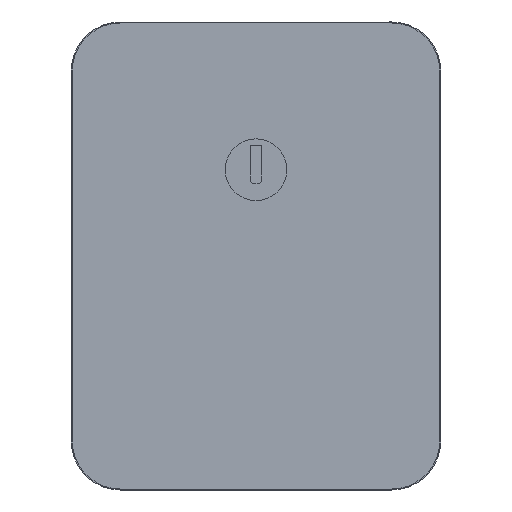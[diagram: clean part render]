
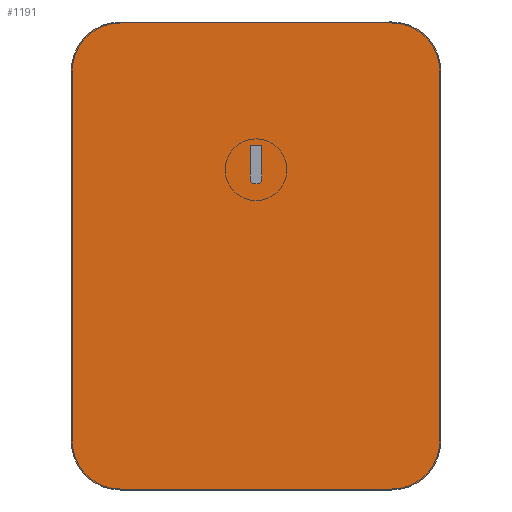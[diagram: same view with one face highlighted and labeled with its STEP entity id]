
A CAD part, front view. The second image highlights one B-rep face of the part: STEP entity #1191.
In plain terms, the highlighted planar face has unit normal (0, -1, 0).
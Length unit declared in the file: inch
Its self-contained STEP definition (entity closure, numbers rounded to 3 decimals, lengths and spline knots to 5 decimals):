
#62=FACE_BOUND('',#147,.T.);
#82=FACE_OUTER_BOUND('',#146,.T.);
#146=EDGE_LOOP('',(#807,#808,#809,#810,#811,#812,#813,#814));
#147=EDGE_LOOP('',(#815,#816,#817,#818,#819,#820));
#230=CIRCLE('',#1278,1.56693);
#231=CIRCLE('',#1279,1.56693);
#232=CIRCLE('',#1280,1.56693);
#233=CIRCLE('',#1281,1.56693);
#234=CIRCLE('',#1282,0.11811);
#235=CIRCLE('',#1283,0.11811);
#330=LINE('',#1868,#414);
#331=LINE('',#1872,#415);
#332=LINE('',#1876,#416);
#333=LINE('',#1879,#417);
#334=LINE('',#1882,#418);
#335=LINE('',#1886,#419);
#336=LINE('',#1890,#420);
#337=LINE('',#1891,#421);
#414=VECTOR('',#1453,39.37008);
#415=VECTOR('',#1456,39.37008);
#416=VECTOR('',#1459,39.37008);
#417=VECTOR('',#1462,39.37008);
#418=VECTOR('',#1463,39.37008);
#419=VECTOR('',#1466,39.37008);
#420=VECTOR('',#1469,39.37008);
#421=VECTOR('',#1470,0.3937);
#500=VERTEX_POINT('',#1864);
#501=VERTEX_POINT('',#1865);
#502=VERTEX_POINT('',#1867);
#503=VERTEX_POINT('',#1869);
#504=VERTEX_POINT('',#1871);
#505=VERTEX_POINT('',#1873);
#506=VERTEX_POINT('',#1875);
#507=VERTEX_POINT('',#1877);
#508=VERTEX_POINT('',#1880);
#509=VERTEX_POINT('',#1881);
#510=VERTEX_POINT('',#1883);
#511=VERTEX_POINT('',#1885);
#512=VERTEX_POINT('',#1887);
#513=VERTEX_POINT('',#1889);
#624=EDGE_CURVE('',#500,#501,#230,.T.);
#625=EDGE_CURVE('',#502,#500,#330,.T.);
#626=EDGE_CURVE('',#503,#502,#231,.T.);
#627=EDGE_CURVE('',#504,#503,#331,.T.);
#628=EDGE_CURVE('',#505,#504,#232,.T.);
#629=EDGE_CURVE('',#506,#505,#332,.T.);
#630=EDGE_CURVE('',#507,#506,#233,.T.);
#631=EDGE_CURVE('',#501,#507,#333,.T.);
#632=EDGE_CURVE('',#508,#509,#334,.T.);
#633=EDGE_CURVE('',#508,#510,#234,.T.);
#634=EDGE_CURVE('',#511,#510,#335,.T.);
#635=EDGE_CURVE('',#511,#512,#235,.T.);
#636=EDGE_CURVE('',#513,#512,#336,.T.);
#637=EDGE_CURVE('',#513,#509,#337,.T.);
#807=ORIENTED_EDGE('',*,*,#624,.F.);
#808=ORIENTED_EDGE('',*,*,#625,.F.);
#809=ORIENTED_EDGE('',*,*,#626,.F.);
#810=ORIENTED_EDGE('',*,*,#627,.F.);
#811=ORIENTED_EDGE('',*,*,#628,.F.);
#812=ORIENTED_EDGE('',*,*,#629,.F.);
#813=ORIENTED_EDGE('',*,*,#630,.F.);
#814=ORIENTED_EDGE('',*,*,#631,.F.);
#815=ORIENTED_EDGE('',*,*,#632,.F.);
#816=ORIENTED_EDGE('',*,*,#633,.T.);
#817=ORIENTED_EDGE('',*,*,#634,.F.);
#818=ORIENTED_EDGE('',*,*,#635,.T.);
#819=ORIENTED_EDGE('',*,*,#636,.F.);
#820=ORIENTED_EDGE('',*,*,#637,.T.);
#1168=PLANE('',#1277);
#1191=ADVANCED_FACE('',(#82,#62),#1168,.T.);
#1277=AXIS2_PLACEMENT_3D('',#1863,#1449,#1450);
#1278=AXIS2_PLACEMENT_3D('',#1866,#1451,#1452);
#1279=AXIS2_PLACEMENT_3D('',#1870,#1454,#1455);
#1280=AXIS2_PLACEMENT_3D('',#1874,#1457,#1458);
#1281=AXIS2_PLACEMENT_3D('',#1878,#1460,#1461);
#1282=AXIS2_PLACEMENT_3D('',#1884,#1464,#1465);
#1283=AXIS2_PLACEMENT_3D('',#1888,#1467,#1468);
#1449=DIRECTION('center_axis',(0.,-1.,0.));
#1450=DIRECTION('ref_axis',(-1.,0.,0.));
#1451=DIRECTION('center_axis',(0.,1.,0.));
#1452=DIRECTION('ref_axis',(-1.,0.,0.));
#1453=DIRECTION('',(0.,0.,1.));
#1454=DIRECTION('center_axis',(0.,1.,0.));
#1455=DIRECTION('ref_axis',(-1.,0.,0.));
#1456=DIRECTION('',(-1.,0.,0.));
#1457=DIRECTION('center_axis',(0.,1.,0.));
#1458=DIRECTION('ref_axis',(-1.,0.,0.));
#1459=DIRECTION('',(0.,0.,-1.));
#1460=DIRECTION('center_axis',(0.,1.,0.));
#1461=DIRECTION('ref_axis',(-1.,0.,0.));
#1462=DIRECTION('',(1.,0.,0.));
#1463=DIRECTION('',(0.,0.,1.));
#1464=DIRECTION('center_axis',(0.,1.,0.));
#1465=DIRECTION('ref_axis',(0.,0.,
-1.));
#1466=DIRECTION('',(1.,0.,0.));
#1467=DIRECTION('center_axis',(0.,1.,0.));
#1468=DIRECTION('ref_axis',(0.,0.,
-1.));
#1469=DIRECTION('',(0.,0.,-1.));
#1470=DIRECTION('',(1.,0.,0.));
#1863=CARTESIAN_POINT('Origin',(-4.33071,-0.07874,3.14961));
#1864=CARTESIAN_POINT('',(-5.89764,-0.07874,3.14961));
#1865=CARTESIAN_POINT('',(-4.33071,-0.07874,4.71654));
#1866=CARTESIAN_POINT('Origin',(-4.33071,-0.07874,3.14961));
#1867=CARTESIAN_POINT('',(-5.89764,-0.07874,-8.66142));
#1868=CARTESIAN_POINT('',(-5.89764,-0.07874,3.14961));
#1869=CARTESIAN_POINT('',(-4.33071,-0.07874,-10.22835));
#1870=CARTESIAN_POINT('Origin',(-4.33071,-0.07874,-8.66142));
#1871=CARTESIAN_POINT('',(4.33071,-0.07874,-10.22835));
#1872=CARTESIAN_POINT('',(-4.33071,-0.07874,-10.22835));
#1873=CARTESIAN_POINT('',(5.89764,-0.07874,-8.66142));
#1874=CARTESIAN_POINT('Origin',(4.33071,-0.07874,-8.66142));
#1875=CARTESIAN_POINT('',(5.89764,-0.07874,3.14961));
#1876=CARTESIAN_POINT('',(5.89764,-0.07874,3.14961));
#1877=CARTESIAN_POINT('',(4.33071,-0.07874,4.71654));
#1878=CARTESIAN_POINT('Origin',(4.33071,-0.07874,3.14961));
#1879=CARTESIAN_POINT('',(-4.33071,-0.07874,4.71654));
#1880=CARTESIAN_POINT('',(0.18504,-0.07874,-0.33257));
#1881=CARTESIAN_POINT('',(0.18504,-0.07874,0.78124));
#1882=CARTESIAN_POINT('',(0.18504,-0.07874,3.14961));
#1883=CARTESIAN_POINT('',(0.06693,-0.07874,-0.45068));
#1884=CARTESIAN_POINT('Origin',(0.06693,-0.07874,
-0.33257));
#1885=CARTESIAN_POINT('',(-0.06693,-0.07874,-0.45068));
#1886=CARTESIAN_POINT('',(-4.33071,-0.07874,-0.45068));
#1887=CARTESIAN_POINT('',(-0.18504,-0.07874,-0.33257));
#1888=CARTESIAN_POINT('Origin',(-0.06693,-0.07874,
-0.33257));
#1889=CARTESIAN_POINT('',(-0.18504,-0.07874,0.78124));
#1890=CARTESIAN_POINT('',(-0.18504,-0.07874,3.14961));
#1891=CARTESIAN_POINT('',(-2.65,-0.07874,0.78124));
